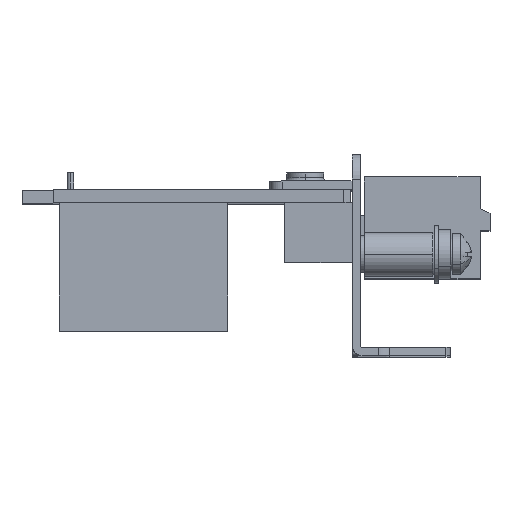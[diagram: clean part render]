
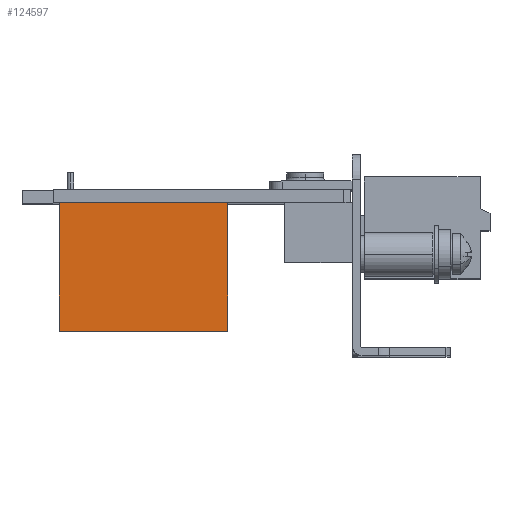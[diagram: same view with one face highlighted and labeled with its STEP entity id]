
A CAD part, top view. The second image highlights one B-rep face of the part: STEP entity #124597.
In plain terms, the highlighted planar face has unit normal (0, 0, 1).
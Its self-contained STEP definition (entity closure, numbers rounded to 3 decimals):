
#124558=DIRECTION('',(1.,0.,0.));
#124559=VECTOR('',#124558,20.5);
#124560=CARTESIAN_POINT('',(-47.65,16.931,57.4));
#124561=LINE('',#124560,#124559);
#124562=DIRECTION('',(0.,-1.,0.));
#124563=VECTOR('',#124562,15.7);
#124564=CARTESIAN_POINT('',(-27.15,16.931,57.4));
#124565=LINE('',#124564,#124563);
#124566=DIRECTION('',(-1.,0.,0.));
#124567=VECTOR('',#124566,20.5);
#124568=CARTESIAN_POINT('',(-27.15,1.231,57.4));
#124569=LINE('',#124568,#124567);
#124570=DIRECTION('',(0.,1.,0.));
#124571=VECTOR('',#124570,15.7);
#124572=CARTESIAN_POINT('',(-47.65,1.231,57.4));
#124573=LINE('',#124572,#124571);
#124574=CARTESIAN_POINT('',(-27.15,16.931,57.4));
#124575=CARTESIAN_POINT('',(-47.65,16.931,57.4));
#124576=VERTEX_POINT('',#124574);
#124577=VERTEX_POINT('',#124575);
#124578=CARTESIAN_POINT('',(-47.65,1.231,57.4));
#124579=VERTEX_POINT('',#124578);
#124580=CARTESIAN_POINT('',(-27.15,1.231,57.4));
#124581=VERTEX_POINT('',#124580);
#124582=CARTESIAN_POINT('',(-25.064,18.537,57.4));
#124583=DIRECTION('',(0.,0.,1.));
#124584=DIRECTION('',(1.,0.,0.));
#124585=AXIS2_PLACEMENT_3D('',#124582,#124583,#124584);
#124586=PLANE('',#124585);
#124588=ORIENTED_EDGE('',*,*,#124587,.T.);
#124590=ORIENTED_EDGE('',*,*,#124589,.T.);
#124592=ORIENTED_EDGE('',*,*,#124591,.T.);
#124594=ORIENTED_EDGE('',*,*,#124593,.T.);
#124595=EDGE_LOOP('',(#124588,#124590,#124592,#124594));
#124596=FACE_OUTER_BOUND('',#124595,.F.);
#124597=ADVANCED_FACE('',(#124596),#124586,.T.);
#124587=EDGE_CURVE('',#124577,#124576,#124561,.T.);
#124589=EDGE_CURVE('',#124576,#124581,#124565,.T.);
#124591=EDGE_CURVE('',#124581,#124579,#124569,.T.);
#124593=EDGE_CURVE('',#124579,#124577,#124573,.T.);
